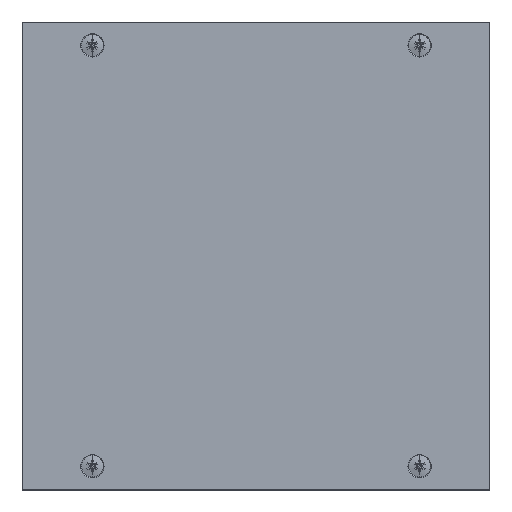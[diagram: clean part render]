
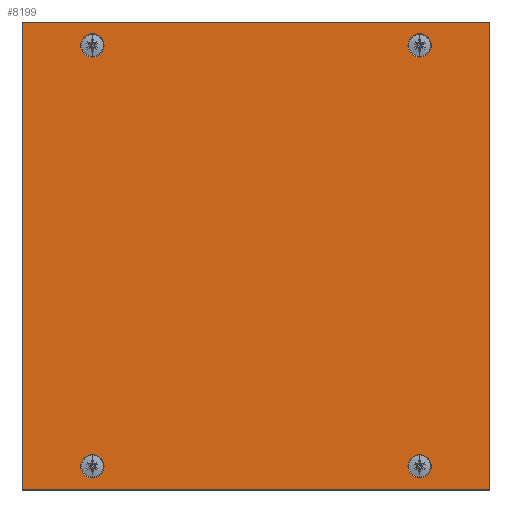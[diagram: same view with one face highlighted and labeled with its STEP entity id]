
A CAD part, top view. The second image highlights one B-rep face of the part: STEP entity #8199.
In plain terms, the highlighted planar face has unit normal (0, 0, 1).
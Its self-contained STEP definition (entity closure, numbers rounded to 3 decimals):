
#13 = VERTEX_POINT ( 'NONE', #4980 ) ;
#252 = FACE_BOUND ( 'NONE', #8428, .T. ) ;
#328 = AXIS2_PLACEMENT_3D ( 'NONE', #13572, #13499, #12236 ) ;
#430 = CARTESIAN_POINT ( 'NONE',  ( 0., 0., 0. ) ) ;
#676 = DIRECTION ( 'NONE',  ( 0., 0., 1. ) ) ;
#798 = LINE ( 'NONE', #12905, #3596 ) ;
#1143 = DIRECTION ( 'NONE',  ( -1., 0., 0. ) ) ;
#1260 = VERTEX_POINT ( 'NONE', #10794 ) ;
#1273 = CARTESIAN_POINT ( 'NONE',  ( 25., 10., 0. ) ) ;
#1443 = CIRCLE ( 'NONE', #3567, 5. ) ;
#1662 = CARTESIAN_POINT ( 'NONE',  ( 0., 0., 0. ) ) ;
#1740 = CARTESIAN_POINT ( 'NONE',  ( 200., 200., 0. ) ) ;
#1745 = EDGE_CURVE ( 'NONE', #1260, #5246, #10105, .T. ) ;
#2091 = VERTEX_POINT ( 'NONE', #1740 ) ;
#2304 = ORIENTED_EDGE ( 'NONE', *, *, #9992, .F. ) ;
#2404 = DIRECTION ( 'NONE',  ( 0., 0., 1. ) ) ;
#2441 = DIRECTION ( 'NONE',  ( 1., 0., 0. ) ) ;
#2489 = CARTESIAN_POINT ( 'NONE',  ( 0., 200., 0. ) ) ;
#2530 = EDGE_LOOP ( 'NONE', ( #5627, #12868 ) ) ;
#2995 = ORIENTED_EDGE ( 'NONE', *, *, #6085, .F. ) ;
#3112 = CARTESIAN_POINT ( 'NONE',  ( 30., 10., 0. ) ) ;
#3251 = EDGE_CURVE ( 'NONE', #10477, #14631, #8432, .T. ) ;
#3546 = DIRECTION ( 'NONE',  ( 1., 0., 0. ) ) ;
#3567 = AXIS2_PLACEMENT_3D ( 'NONE', #16231, #676, #4738 ) ;
#3596 = VECTOR ( 'NONE', #2441, 1000. ) ;
#4335 = CARTESIAN_POINT ( 'NONE',  ( 35., 10., 0. ) ) ;
#4353 = CARTESIAN_POINT ( 'NONE',  ( 0., 0., 0. ) ) ;
#4483 = ORIENTED_EDGE ( 'NONE', *, *, #6534, .F. ) ;
#4506 = DIRECTION ( 'NONE',  ( 1., 0., 0. ) ) ;
#4540 = ORIENTED_EDGE ( 'NONE', *, *, #15933, .T. ) ;
#4561 = DIRECTION ( 'NONE',  ( 1., 0., 0. ) ) ;
#4738 = DIRECTION ( 'NONE',  ( 1., 0., 0. ) ) ;
#4872 = CARTESIAN_POINT ( 'NONE',  ( 0., 200., 0. ) ) ;
#4980 = CARTESIAN_POINT ( 'NONE',  ( 175., 10., 0. ) ) ;
#4984 = LINE ( 'NONE', #2489, #15941 ) ;
#5025 = VERTEX_POINT ( 'NONE', #6283 ) ;
#5246 = VERTEX_POINT ( 'NONE', #5538 ) ;
#5321 = ORIENTED_EDGE ( 'NONE', *, *, #9270, .F. ) ;
#5322 = FACE_OUTER_BOUND ( 'NONE', #15460, .T. ) ;
#5324 = ORIENTED_EDGE ( 'NONE', *, *, #14313, .T. ) ;
#5523 = EDGE_CURVE ( 'NONE', #8840, #12839, #11548, .T. ) ;
#5538 = CARTESIAN_POINT ( 'NONE',  ( 175., 190., 0. ) ) ;
#5627 = ORIENTED_EDGE ( 'NONE', *, *, #5523, .F. ) ;
#5667 = FACE_BOUND ( 'NONE', #11718, .T. ) ;
#6085 = EDGE_CURVE ( 'NONE', #5025, #13, #6160, .T. ) ;
#6139 = ORIENTED_EDGE ( 'NONE', *, *, #11354, .T. ) ;
#6160 = CIRCLE ( 'NONE', #328, 5. ) ;
#6211 = AXIS2_PLACEMENT_3D ( 'NONE', #10906, #16041, #4561 ) ;
#6283 = CARTESIAN_POINT ( 'NONE',  ( 165., 10., 0. ) ) ;
#6402 = CARTESIAN_POINT ( 'NONE',  ( 170., 190., 0. ) ) ;
#6534 = EDGE_CURVE ( 'NONE', #5246, #1260, #12802, .T. ) ;
#6744 = FACE_BOUND ( 'NONE', #2530, .T. ) ;
#6992 = AXIS2_PLACEMENT_3D ( 'NONE', #430, #10763, #14551 ) ;
#7982 = AXIS2_PLACEMENT_3D ( 'NONE', #15737, #14464, #4506 ) ;
#8104 = CIRCLE ( 'NONE', #6211, 5. ) ;
#8199 = ADVANCED_FACE ( 'NONE', ( #15654, #252, #6744, #5667, #5322 ), #9286, .F. ) ;
#8293 = CARTESIAN_POINT ( 'NONE',  ( 35., 190., 0. ) ) ;
#8381 = LINE ( 'NONE', #4353, #13432 ) ;
#8428 = EDGE_LOOP ( 'NONE', ( #4483, #13307 ) ) ;
#8432 = CIRCLE ( 'NONE', #11287, 5. ) ;
#8718 = CIRCLE ( 'NONE', #13770, 5. ) ;
#8840 = VERTEX_POINT ( 'NONE', #8293 ) ;
#8989 = ORIENTED_EDGE ( 'NONE', *, *, #13351, .T. ) ;
#9270 = EDGE_CURVE ( 'NONE', #14631, #10477, #1443, .T. ) ;
#9286 = PLANE ( 'NONE',  #6992 ) ;
#9552 = VECTOR ( 'NONE', #13501, 1000. ) ;
#9564 = DIRECTION ( 'NONE',  ( 0., 0., 1. ) ) ;
#9992 = EDGE_CURVE ( 'NONE', #13, #5025, #8104, .T. ) ;
#10010 = VERTEX_POINT ( 'NONE', #4872 ) ;
#10105 = CIRCLE ( 'NONE', #11984, 5. ) ;
#10477 = VERTEX_POINT ( 'NONE', #4335 ) ;
#10700 = VERTEX_POINT ( 'NONE', #1662 ) ;
#10763 = DIRECTION ( 'NONE',  ( 0., 0., -1. ) ) ;
#10794 = CARTESIAN_POINT ( 'NONE',  ( 165., 190., 0. ) ) ;
#10906 = CARTESIAN_POINT ( 'NONE',  ( 170., 10., 0. ) ) ;
#11287 = AXIS2_PLACEMENT_3D ( 'NONE', #3112, #9564, #14821 ) ;
#11354 = EDGE_CURVE ( 'NONE', #10010, #10700, #8381, .T. ) ;
#11548 = CIRCLE ( 'NONE', #14487, 5. ) ;
#11718 = EDGE_LOOP ( 'NONE', ( #13366, #5321 ) ) ;
#11984 = AXIS2_PLACEMENT_3D ( 'NONE', #6402, #2404, #12598 ) ;
#12091 = DIRECTION ( 'NONE',  ( 0., 0., 1. ) ) ;
#12186 = EDGE_LOOP ( 'NONE', ( #2304, #2995 ) ) ;
#12236 = DIRECTION ( 'NONE',  ( 1., 0., 0. ) ) ;
#12398 = LINE ( 'NONE', #14750, #9552 ) ;
#12598 = DIRECTION ( 'NONE',  ( 1., 0., 0. ) ) ;
#12802 = CIRCLE ( 'NONE', #7982, 5. ) ;
#12839 = VERTEX_POINT ( 'NONE', #16177 ) ;
#12868 = ORIENTED_EDGE ( 'NONE', *, *, #16269, .F. ) ;
#12905 = CARTESIAN_POINT ( 'NONE',  ( 0., 0., 0. ) ) ;
#13307 = ORIENTED_EDGE ( 'NONE', *, *, #1745, .F. ) ;
#13351 = EDGE_CURVE ( 'NONE', #10700, #14204, #798, .T. ) ;
#13366 = ORIENTED_EDGE ( 'NONE', *, *, #3251, .F. ) ;
#13432 = VECTOR ( 'NONE', #15835, 1000. ) ;
#13499 = DIRECTION ( 'NONE',  ( 0., 0., 1. ) ) ;
#13501 = DIRECTION ( 'NONE',  ( 0., 1., 0. ) ) ;
#13572 = CARTESIAN_POINT ( 'NONE',  ( 170., 10., 0. ) ) ;
#13770 = AXIS2_PLACEMENT_3D ( 'NONE', #15020, #14863, #3546 ) ;
#14204 = VERTEX_POINT ( 'NONE', #16110 ) ;
#14313 = EDGE_CURVE ( 'NONE', #14204, #2091, #12398, .T. ) ;
#14464 = DIRECTION ( 'NONE',  ( 0., 0., 1. ) ) ;
#14487 = AXIS2_PLACEMENT_3D ( 'NONE', #14694, #12091, #15490 ) ;
#14551 = DIRECTION ( 'NONE',  ( -1., 0., 0. ) ) ;
#14631 = VERTEX_POINT ( 'NONE', #1273 ) ;
#14694 = CARTESIAN_POINT ( 'NONE',  ( 30., 190., 0. ) ) ;
#14750 = CARTESIAN_POINT ( 'NONE',  ( 200., 0., 0. ) ) ;
#14821 = DIRECTION ( 'NONE',  ( 1., 0., 0. ) ) ;
#14863 = DIRECTION ( 'NONE',  ( 0., 0., 1. ) ) ;
#15020 = CARTESIAN_POINT ( 'NONE',  ( 30., 190., 0. ) ) ;
#15460 = EDGE_LOOP ( 'NONE', ( #5324, #4540, #6139, #8989 ) ) ;
#15490 = DIRECTION ( 'NONE',  ( 1., 0., 0. ) ) ;
#15654 = FACE_BOUND ( 'NONE', #12186, .T. ) ;
#15737 = CARTESIAN_POINT ( 'NONE',  ( 170., 190., 0. ) ) ;
#15835 = DIRECTION ( 'NONE',  ( 0., -1., 0. ) ) ;
#15933 = EDGE_CURVE ( 'NONE', #2091, #10010, #4984, .T. ) ;
#15941 = VECTOR ( 'NONE', #1143, 1000. ) ;
#16041 = DIRECTION ( 'NONE',  ( 0., 0., 1. ) ) ;
#16110 = CARTESIAN_POINT ( 'NONE',  ( 200., 0., 0. ) ) ;
#16177 = CARTESIAN_POINT ( 'NONE',  ( 25., 190., 0. ) ) ;
#16231 = CARTESIAN_POINT ( 'NONE',  ( 30., 10., 0. ) ) ;
#16269 = EDGE_CURVE ( 'NONE', #12839, #8840, #8718, .T. ) ;
